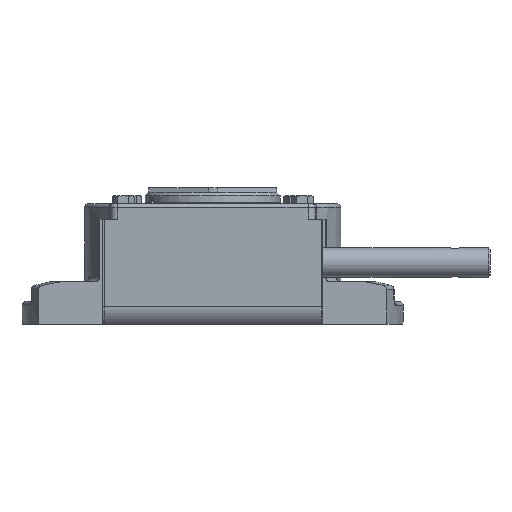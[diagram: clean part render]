
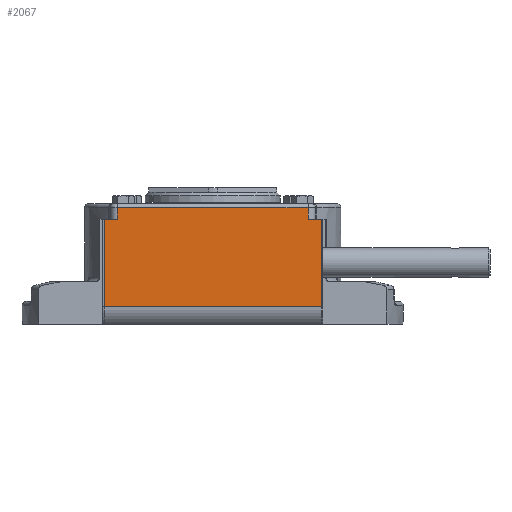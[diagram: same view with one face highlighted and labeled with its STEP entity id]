
A CAD part, front view. The second image highlights one B-rep face of the part: STEP entity #2067.
In plain terms, the highlighted planar face has unit normal (0, -1, 0).
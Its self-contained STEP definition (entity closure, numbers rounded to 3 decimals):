
#2067 = ADVANCED_FACE( '', ( #4944 ), #4945, .T. );
#4944 = FACE_OUTER_BOUND( '', #10884, .T. );
#4945 = PLANE( '', #10885 );
#10884 = EDGE_LOOP( '', ( #21162, #21163, #21164, #21165, #21166, #21167, #21168, #21169 ) );
#10885 = AXIS2_PLACEMENT_3D( '', #21170, #21171, #21172 );
#21162 = ORIENTED_EDGE( '', *, *, #28810, .T. );
#21163 = ORIENTED_EDGE( '', *, *, #30119, .T. );
#21164 = ORIENTED_EDGE( '', *, *, #30120, .T. );
#21165 = ORIENTED_EDGE( '', *, *, #30110, .T. );
#21166 = ORIENTED_EDGE( '', *, *, #30121, .T. );
#21167 = ORIENTED_EDGE( '', *, *, #30122, .T. );
#21168 = ORIENTED_EDGE( '', *, *, #28138, .T. );
#21169 = ORIENTED_EDGE( '', *, *, #30123, .T. );
#21170 = CARTESIAN_POINT( '', ( 70., -126., 67. ) );
#21171 = DIRECTION( '', ( 0., -1., 0. ) );
#21172 = DIRECTION( '', ( 0., 0., -1. ) );
#28138 = EDGE_CURVE( '', #32333, #32337, #32339, .T. );
#28810 = EDGE_CURVE( '', #33496, #33494, #33497, .F. );
#30110 = EDGE_CURVE( '', #35517, #35529, #35531, .T. );
#30119 = EDGE_CURVE( '', #33494, #35545, #35546, .T. );
#30120 = EDGE_CURVE( '', #35545, #35517, #35547, .T. );
#30121 = EDGE_CURVE( '', #35529, #35548, #35549, .F. );
#30122 = EDGE_CURVE( '', #35548, #32333, #35550, .T. );
#30123 = EDGE_CURVE( '', #32337, #33496, #35551, .T. );
#32333 = VERTEX_POINT( '', #38798 );
#32337 = VERTEX_POINT( '', #38803 );
#32339 = LINE( '', #38805, #38806 );
#33494 = VERTEX_POINT( '', #41653 );
#33496 = VERTEX_POINT( '', #41655 );
#33497 = LINE( '', #41656, #41657 );
#35517 = VERTEX_POINT( '', #46717 );
#35529 = VERTEX_POINT( '', #46731 );
#35531 = LINE( '', #46733, #46734 );
#35545 = VERTEX_POINT( '', #46840 );
#35546 = LINE( '', #46841, #46842 );
#35547 = LINE( '', #46843, #46844 );
#35548 = VERTEX_POINT( '', #46845 );
#35549 = LINE( '', #46846, #46847 );
#35550 = LINE( '', #46848, #46849 );
#35551 = LINE( '', #46850, #46851 );
#38798 = CARTESIAN_POINT( '', ( 74., -126., -3. ) );
#38803 = CARTESIAN_POINT( '', ( 74., -126., 56.5 ) );
#38805 = CARTESIAN_POINT( '', ( 74., -126., -18. ) );
#38806 = VECTOR( '', #53369, 1000. );
#41653 = CARTESIAN_POINT( '', ( 65., -126., 64.5 ) );
#41655 = CARTESIAN_POINT( '', ( 65., -126., 56.5 ) );
#41656 = CARTESIAN_POINT( '', ( 65., -126., 67. ) );
#41657 = VECTOR( '', #54153, 1000. );
#46717 = CARTESIAN_POINT( '', ( -65., -126., 56.5 ) );
#46731 = CARTESIAN_POINT( '', ( -74., -126., 56.5 ) );
#46733 = CARTESIAN_POINT( '', ( -77., -126., 56.5 ) );
#46734 = VECTOR( '', #55571, 1000. );
#46840 = CARTESIAN_POINT( '', ( -65., -126., 64.5 ) );
#46841 = CARTESIAN_POINT( '', ( 70., -126., 64.5 ) );
#46842 = VECTOR( '', #55581, 1000. );
#46843 = CARTESIAN_POINT( '', ( -65., -126., 67. ) );
#46844 = VECTOR( '', #55582, 1000. );
#46845 = CARTESIAN_POINT( '', ( -74., -126., -3. ) );
#46846 = CARTESIAN_POINT( '', ( -74., -126., -18. ) );
#46847 = VECTOR( '', #55583, 1000. );
#46848 = CARTESIAN_POINT( '', ( 77., -126., -3. ) );
#46849 = VECTOR( '', #55584, 1000. );
#46850 = CARTESIAN_POINT( '', ( -77., -126., 56.5 ) );
#46851 = VECTOR( '', #55585, 1000. );
#53369 = DIRECTION( '', ( 0., 0., 1. ) );
#54153 = DIRECTION( '', ( 0., 0., -1. ) );
#55571 = DIRECTION( '', ( -1., 0., 0. ) );
#55581 = DIRECTION( '', ( -1., 0., 0. ) );
#55582 = DIRECTION( '', ( 0., 0., -1. ) );
#55583 = DIRECTION( '', ( 0., 0., 1. ) );
#55584 = DIRECTION( '', ( 1., 0., 0. ) );
#55585 = DIRECTION( '', ( -1., 0., 0. ) );
